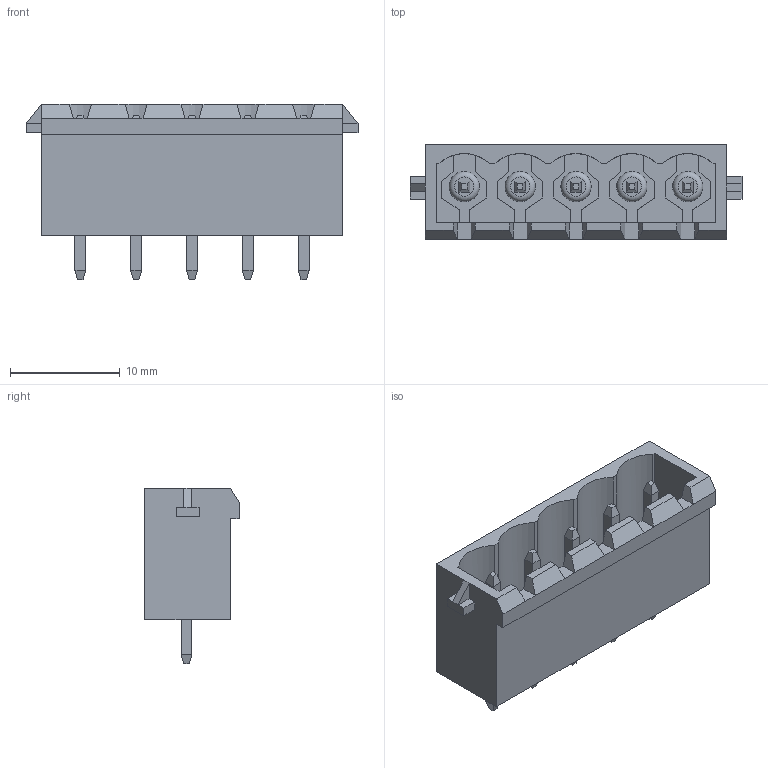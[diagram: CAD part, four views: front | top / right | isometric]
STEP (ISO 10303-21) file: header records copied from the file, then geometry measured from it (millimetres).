
FILE_DESCRIPTION(/* description */ ('Unknown'),/* implementation_level */ '2;1');
FILE_NAME(/* name */ '691305530005',/* time_stamp */ '2018-04-26T08:29:34+02:00',/* author */ ('Unknown'),/* organization */ ('Unknown'),/* preprocessor_version */ 'ST-DEVELOPER v16.7',/* originating_system */ 'DEX',/* authorisation */ $);
FILE_SCHEMA (('AUTOMOTIVE_DESIGN {1 0 10303 214 3 1 1}'));
Length unit declared in the file: millimetre
Products named in the file (3): 6913055300xx; 691305530005; 6913055300xx_PIN
Assembly tree (6 placements, depth 2):
  6913055300xx
    691305530005
    6913055300xx_PIN  x5
Bounding box: 30.2 x 8.6 x 16 mm (x, y, z)
Volume: 1111.4 mm3; surface area: 2664.2 mm2
Topology: 6 solids, 6 shells, 268 faces, 710 edges, 454 vertices
Faces by surface type: plane 253, cylinder 10, torus 5
Full cylindrical faces by diameter (mm): 2.75 x5
Entity records: 6742 total; most frequent: CARTESIAN_POINT 1187, ORIENTED_EDGE 1166, DIRECTION 1056, EDGE_CURVE 583, LINE 548, VECTOR 548, VERTEX_POINT 385, AXIS2_PLACEMENT_3D 254
